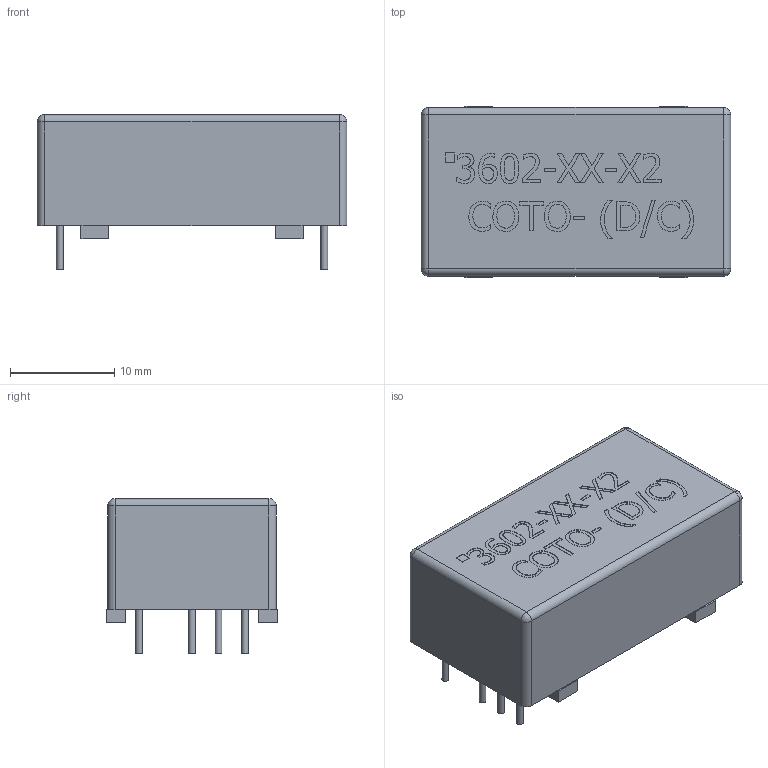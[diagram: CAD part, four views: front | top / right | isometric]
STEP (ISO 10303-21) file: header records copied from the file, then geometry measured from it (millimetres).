
FILE_DESCRIPTION(('PRELIMINARY'),'2;1');
FILE_NAME('3602-XX-X2 (A).stp','2013-06-12T08:30:30',('odafonseca'),(''),'Autodesk Inventor 2013','Autodesk Inventor 2013','');
FILE_SCHEMA(('AUTOMOTIVE_DESIGN { 1 0 10303 214 1 1 1 1 }'));
Length unit declared in the file: inch
Products named in the file (1): 3602-XX-X2 (A)
Bounding box: 29.74 x 16.51 x 14.88 mm (x, y, z)
Volume: 5153.7 mm3; surface area: 4718.7 mm2
Topology: 2 solids, 2 shells, 377 faces, 985 edges, 638 vertices
Faces by surface type: plane 182, bspline 154, cylinder 31, sphere 8, torus 2
Full cylindrical faces by diameter (mm): 0.66 x7
Entity records: 12711 total; most frequent: CARTESIAN_POINT 4122, ORIENTED_EDGE 1940, DIRECTION 1180, EDGE_CURVE 970, VERTEX_POINT 638, VECTOR 600, LINE 600, EDGE_LOOP 418
